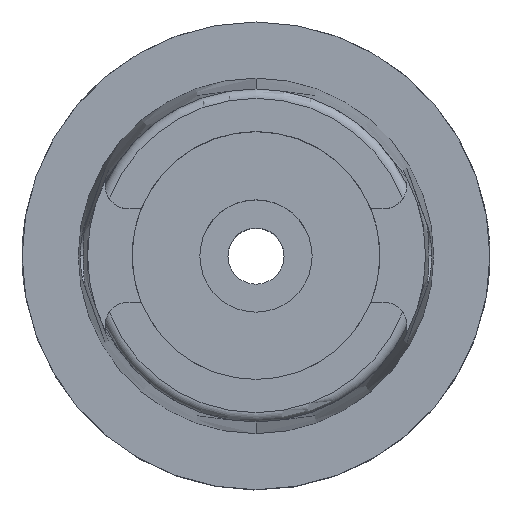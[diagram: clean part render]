
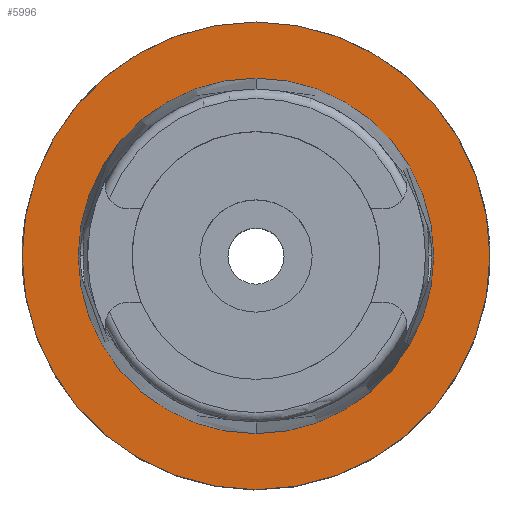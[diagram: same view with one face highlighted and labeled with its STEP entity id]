
A CAD part, top view. The second image highlights one B-rep face of the part: STEP entity #5996.
In plain terms, the highlighted planar face has unit normal (0, 0, 1).
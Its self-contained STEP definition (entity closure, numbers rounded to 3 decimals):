
#98 = AXIS2_PLACEMENT_3D ( 'NONE', #429, #2450, #4348 ) ;
#221 = DIRECTION ( 'NONE',  ( 1., 0., 0. ) ) ;
#429 = CARTESIAN_POINT ( 'NONE',  ( 0., 0., 0. ) ) ;
#473 = CARTESIAN_POINT ( 'NONE',  ( 0., 0., 0. ) ) ;
#484 = ORIENTED_EDGE ( 'NONE', *, *, #6031, .F. ) ;
#560 = EDGE_CURVE ( 'NONE', #5972, #5014, #908, .T. ) ;
#623 = PLANE ( 'NONE',  #700 ) ;
#677 = DIRECTION ( 'NONE',  ( 0., 0., 1. ) ) ;
#700 = AXIS2_PLACEMENT_3D ( 'NONE', #1143, #677, #221 ) ;
#823 = VERTEX_POINT ( 'NONE', #5545 ) ;
#908 = CIRCLE ( 'NONE', #3778, 38. ) ;
#1119 = EDGE_LOOP ( 'NONE', ( #484, #2445 ) ) ;
#1143 = CARTESIAN_POINT ( 'NONE',  ( 0., 0., 0. ) ) ;
#1152 = CARTESIAN_POINT ( 'NONE',  ( 0., 0., 0. ) ) ;
#1195 = AXIS2_PLACEMENT_3D ( 'NONE', #4026, #5859, #4926 ) ;
#1381 = CIRCLE ( 'NONE', #98, 50. ) ;
#1451 = DIRECTION ( 'NONE',  ( 0., -1., 0. ) ) ;
#1537 = CARTESIAN_POINT ( 'NONE',  ( 0., -38., 0. ) ) ;
#1655 = EDGE_LOOP ( 'NONE', ( #3846, #1667 ) ) ;
#1667 = ORIENTED_EDGE ( 'NONE', *, *, #1724, .F. ) ;
#1680 = CIRCLE ( 'NONE', #1195, 38. ) ;
#1724 = EDGE_CURVE ( 'NONE', #2583, #823, #1381, .T. ) ;
#2445 = ORIENTED_EDGE ( 'NONE', *, *, #560, .F. ) ;
#2450 = DIRECTION ( 'NONE',  ( 0., 0., -1. ) ) ;
#2583 = VERTEX_POINT ( 'NONE', #5643 ) ;
#2952 = FACE_BOUND ( 'NONE', #1119, .T. ) ;
#3050 = DIRECTION ( 'NONE',  ( 0., 0., -1. ) ) ;
#3778 = AXIS2_PLACEMENT_3D ( 'NONE', #473, #5615, #1451 ) ;
#3846 = ORIENTED_EDGE ( 'NONE', *, *, #5270, .F. ) ;
#4026 = CARTESIAN_POINT ( 'NONE',  ( 0., 0., 0. ) ) ;
#4032 = CIRCLE ( 'NONE', #5608, 50. ) ;
#4348 = DIRECTION ( 'NONE',  ( 0., -1., 0. ) ) ;
#4549 = CARTESIAN_POINT ( 'NONE',  ( 0., 38., 0. ) ) ;
#4926 = DIRECTION ( 'NONE',  ( 0., 1., 0. ) ) ;
#5014 = VERTEX_POINT ( 'NONE', #4549 ) ;
#5270 = EDGE_CURVE ( 'NONE', #823, #2583, #4032, .T. ) ;
#5302 = FACE_OUTER_BOUND ( 'NONE', #1655, .T. ) ;
#5545 = CARTESIAN_POINT ( 'NONE',  ( 0., 50., 0. ) ) ;
#5608 = AXIS2_PLACEMENT_3D ( 'NONE', #1152, #3050, #5837 ) ;
#5615 = DIRECTION ( 'NONE',  ( 0., 0., 1. ) ) ;
#5643 = CARTESIAN_POINT ( 'NONE',  ( 0., -50., 0. ) ) ;
#5837 = DIRECTION ( 'NONE',  ( 0., 1., 0. ) ) ;
#5859 = DIRECTION ( 'NONE',  ( 0., 0., 1. ) ) ;
#5972 = VERTEX_POINT ( 'NONE', #1537 ) ;
#5996 = ADVANCED_FACE ( 'NONE', ( #5302, #2952 ), #623, .T. ) ;
#6031 = EDGE_CURVE ( 'NONE', #5014, #5972, #1680, .T. ) ;
